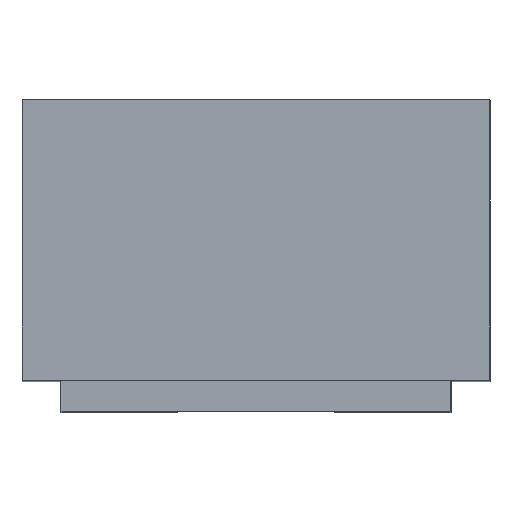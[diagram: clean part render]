
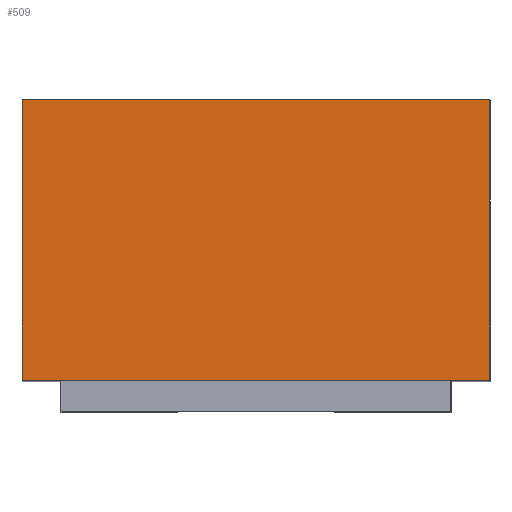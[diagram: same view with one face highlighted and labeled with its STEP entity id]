
A CAD part, top view. The second image highlights one B-rep face of the part: STEP entity #509.
In plain terms, the highlighted planar face has unit normal (0, 0, 1).
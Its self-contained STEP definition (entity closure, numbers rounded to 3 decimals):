
#68 = EDGE_CURVE ( 'NONE', #970, #1083, #1286, .T. ) ;
#83 = DIRECTION ( 'NONE',  ( -1., 0., 0. ) ) ;
#94 = CARTESIAN_POINT ( 'NONE',  ( 0.3, 1.966, 0.5 ) ) ;
#264 = CARTESIAN_POINT ( 'NONE',  ( 0.3, 0.04, 0.5 ) ) ;
#329 = DIRECTION ( 'NONE',  ( 0., -1., 0. ) ) ;
#490 = VECTOR ( 'NONE', #1891, 1000. ) ;
#509 = ADVANCED_FACE ( 'NONE', ( #517 ), #2061, .F. ) ;
#517 = FACE_OUTER_BOUND ( 'NONE', #869, .T. ) ;
#518 = CARTESIAN_POINT ( 'NONE',  ( 0.3, 0.4, 0.5 ) ) ;
#668 = CARTESIAN_POINT ( 'NONE',  ( -0.3, 1.966, 0.5 ) ) ;
#673 = VECTOR ( 'NONE', #329, 1000. ) ;
#719 = VERTEX_POINT ( 'NONE', #518 ) ;
#864 = EDGE_CURVE ( 'NONE', #1322, #719, #976, .T. ) ;
#869 = EDGE_LOOP ( 'NONE', ( #2124, #1248, #1977, #2178 ) ) ;
#970 = VERTEX_POINT ( 'NONE', #1382 ) ;
#974 = CARTESIAN_POINT ( 'NONE',  ( -0.3, 0.4, 0.5 ) ) ;
#976 = LINE ( 'NONE', #974, #1960 ) ;
#1065 = CARTESIAN_POINT ( 'NONE',  ( -0.3, 0.04, 0.5 ) ) ;
#1083 = VERTEX_POINT ( 'NONE', #264 ) ;
#1174 = DIRECTION ( 'NONE',  ( 1., 0., 0. ) ) ;
#1211 = AXIS2_PLACEMENT_3D ( 'NONE', #668, #2035, #83 ) ;
#1248 = ORIENTED_EDGE ( 'NONE', *, *, #2027, .T. ) ;
#1253 = LINE ( 'NONE', #1895, #673 ) ;
#1286 = LINE ( 'NONE', #1065, #1935 ) ;
#1322 = VERTEX_POINT ( 'NONE', #2119 ) ;
#1382 = CARTESIAN_POINT ( 'NONE',  ( -0.3, 0.04, 0.5 ) ) ;
#1891 = DIRECTION ( 'NONE',  ( 0., -1., 0. ) ) ;
#1895 = CARTESIAN_POINT ( 'NONE',  ( -0.3, 1.966, 0.5 ) ) ;
#1935 = VECTOR ( 'NONE', #2045, 1000. ) ;
#1960 = VECTOR ( 'NONE', #1174, 1000. ) ;
#1977 = ORIENTED_EDGE ( 'NONE', *, *, #68, .T. ) ;
#2027 = EDGE_CURVE ( 'NONE', #1322, #970, #1253, .T. ) ;
#2035 = DIRECTION ( 'NONE',  ( 0., 0., -1. ) ) ;
#2045 = DIRECTION ( 'NONE',  ( 1., 0., 0. ) ) ;
#2061 = PLANE ( 'NONE',  #1211 ) ;
#2119 = CARTESIAN_POINT ( 'NONE',  ( -0.3, 0.4, 0.5 ) ) ;
#2124 = ORIENTED_EDGE ( 'NONE', *, *, #864, .F. ) ;
#2178 = ORIENTED_EDGE ( 'NONE', *, *, #2492, .F. ) ;
#2189 = LINE ( 'NONE', #94, #490 ) ;
#2492 = EDGE_CURVE ( 'NONE', #719, #1083, #2189, .T. ) ;
